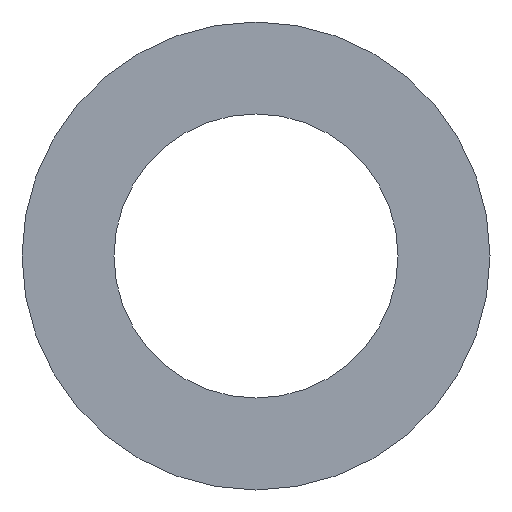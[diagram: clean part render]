
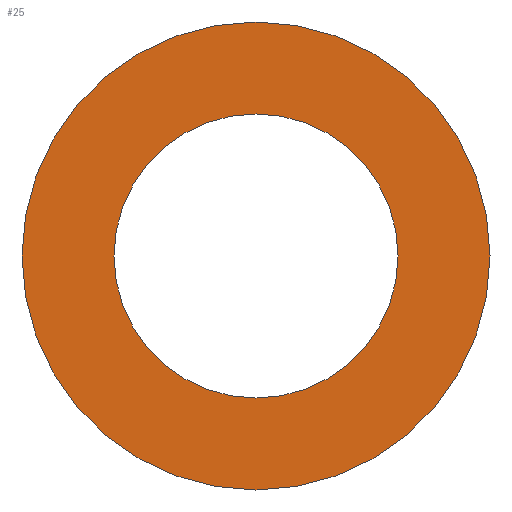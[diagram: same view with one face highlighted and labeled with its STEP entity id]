
A CAD part, left-side view. The second image highlights one B-rep face of the part: STEP entity #25.
In plain terms, the highlighted planar face has unit normal (-1, 0, 0).
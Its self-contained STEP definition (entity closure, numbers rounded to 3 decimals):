
#25 = ADVANCED_FACE ( 'NONE', ( #419, #422 ), #70, .F. ) ;
#43 = CARTESIAN_POINT ( 'NONE',  ( 0., 0., 10.32 ) ) ;
#47 = CARTESIAN_POINT ( 'NONE',  ( 0., 0., -10.32 ) ) ;
#62 = CARTESIAN_POINT ( 'NONE',  ( 0., 0., -17. ) ) ;
#63 = CARTESIAN_POINT ( 'NONE',  ( 0., 0., 17. ) ) ;
#67 = DIRECTION ( 'NONE',  ( 0., 0., -1. ) ) ;
#68 = DIRECTION ( 'NONE',  ( 1., 0., 0. ) ) ;
#70 = PLANE ( 'NONE',  #699 ) ;
#81 = CARTESIAN_POINT ( 'NONE',  ( 0., 0., 0. ) ) ;
#100 = DIRECTION ( 'NONE',  ( 0., 0., -1. ) ) ;
#101 = DIRECTION ( 'NONE',  ( 1., 0., 0. ) ) ;
#102 = CARTESIAN_POINT ( 'NONE',  ( 0., 0., 0. ) ) ;
#293 = DIRECTION ( 'NONE',  ( 0., 0., -1. ) ) ;
#294 = DIRECTION ( 'NONE',  ( 1., 0., 0. ) ) ;
#295 = CARTESIAN_POINT ( 'NONE',  ( 0., 0., 0. ) ) ;
#299 = DIRECTION ( 'NONE',  ( 0., 0., -1. ) ) ;
#300 = DIRECTION ( 'NONE',  ( 1., 0., 0. ) ) ;
#301 = CARTESIAN_POINT ( 'NONE',  ( 0., 0., 0. ) ) ;
#302 = DIRECTION ( 'NONE',  ( 0., 0., -1. ) ) ;
#303 = DIRECTION ( 'NONE',  ( 1., 0., 0. ) ) ;
#304 = CARTESIAN_POINT ( 'NONE',  ( 0., 0., 0. ) ) ;
#351 = CIRCLE ( 'NONE', #663, 10.32 ) ;
#412 = CIRCLE ( 'NONE', #696, 17. ) ;
#414 = CIRCLE ( 'NONE', #693, 10.32 ) ;
#418 = CIRCLE ( 'NONE', #695, 17. ) ;
#419 = FACE_OUTER_BOUND ( 'NONE', #488, .T. ) ;
#422 = FACE_BOUND ( 'NONE', #489, .T. ) ;
#470 = VERTEX_POINT ( 'NONE', #63 ) ;
#471 = VERTEX_POINT ( 'NONE', #62 ) ;
#488 = EDGE_LOOP ( 'NONE', ( #561, #562 ) ) ;
#489 = EDGE_LOOP ( 'NONE', ( #563, #564 ) ) ;
#520 = VERTEX_POINT ( 'NONE', #47 ) ;
#524 = VERTEX_POINT ( 'NONE', #43 ) ;
#561 = ORIENTED_EDGE ( 'NONE', *, *, #640, .F. ) ;
#562 = ORIENTED_EDGE ( 'NONE', *, *, #639, .F. ) ;
#563 = ORIENTED_EDGE ( 'NONE', *, *, #768, .T. ) ;
#564 = ORIENTED_EDGE ( 'NONE', *, *, #659, .T. ) ;
#639 = EDGE_CURVE ( 'NONE', #471, #470, #412, .T. ) ;
#640 = EDGE_CURVE ( 'NONE', #470, #471, #418, .T. ) ;
#659 = EDGE_CURVE ( 'NONE', #520, #524, #414, .T. ) ;
#663 = AXIS2_PLACEMENT_3D ( 'NONE', #102, #101, #100 ) ;
#693 = AXIS2_PLACEMENT_3D ( 'NONE', #295, #294, #293 ) ;
#695 = AXIS2_PLACEMENT_3D ( 'NONE', #301, #300, #299 ) ;
#696 = AXIS2_PLACEMENT_3D ( 'NONE', #304, #303, #302 ) ;
#699 = AXIS2_PLACEMENT_3D ( 'NONE', #81, #68, #67 ) ;
#768 = EDGE_CURVE ( 'NONE', #524, #520, #351, .T. ) ;
